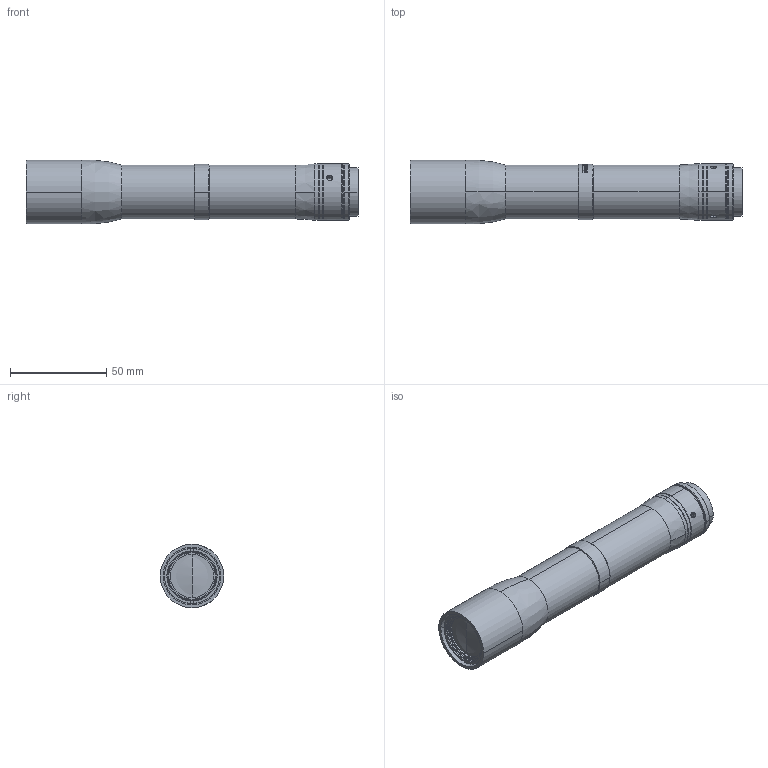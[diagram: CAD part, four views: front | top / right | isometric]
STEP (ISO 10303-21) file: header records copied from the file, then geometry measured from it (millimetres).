
FILE_DESCRIPTION (( 'STEP AP214' ), '1' );
FILE_NAME ('610037.STEP', '2019-10-25T01:29:28', ( '' ), ( '' ), 'SwSTEP 2.0', 'SolidWorks 2016', '' );
FILE_SCHEMA (( 'AUTOMOTIVE_DESIGN' ));
Length unit declared in the file: millimetre
Products named in the file (1): 610037
Bounding box: 172.39 x 33 x 33 mm (x, y, z)
Surface area: 30085.5 mm2 (no closed solid volume)
Topology: 0 solids, 15 shells, 380 faces, 957 edges, 634 vertices
Faces by surface type: plane 138, cylinder 107, bspline 97, cone 32, torus 3, sphere 3
Entity records: 19377 total; most frequent: CARTESIAN_POINT 7351, ORIENTED_EDGE 1894, DIRECTION 1619, EDGE_CURVE 956, VERTEX_POINT 634, AXIS2_PLACEMENT_3D 604, EDGE_LOOP 434, LINE 411
